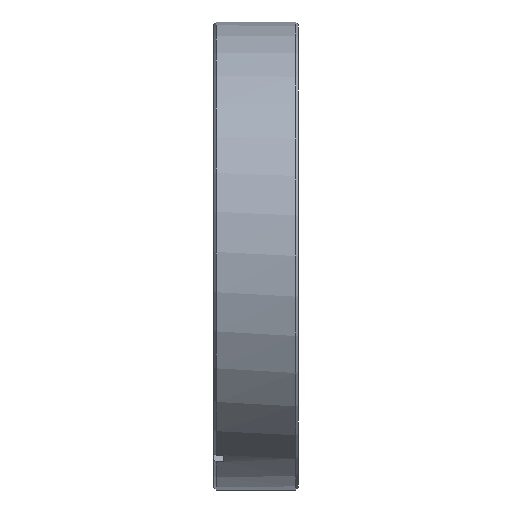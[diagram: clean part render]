
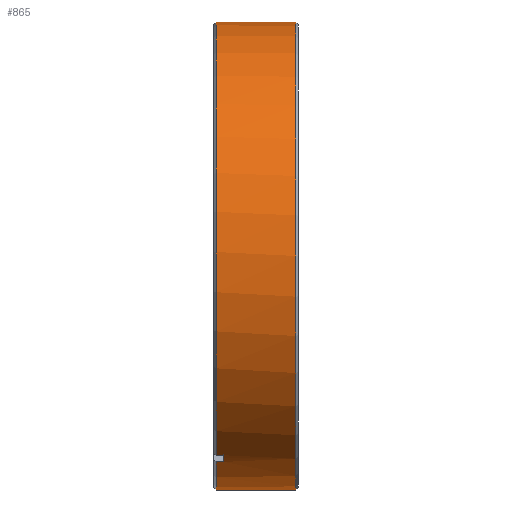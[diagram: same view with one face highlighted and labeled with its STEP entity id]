
A CAD part, left-side view. The second image highlights one B-rep face of the part: STEP entity #865.
In plain terms, the highlighted cylindrical face has radius 35 mm (diameter 70 mm), a partial arc.
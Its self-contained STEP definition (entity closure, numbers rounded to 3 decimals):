
#38 = EDGE_LOOP ( 'NONE', ( #1435, #703, #933, #861, #418, #1874, #397, #484 ) ) ;
#57 = CARTESIAN_POINT ( 'NONE',  ( 0., 31.392, -35. ) ) ;
#91 = CARTESIAN_POINT ( 'NONE',  ( 0., 12.3, 35. ) ) ;
#97 = DIRECTION ( 'NONE',  ( 0., 0., -1. ) ) ;
#125 = CARTESIAN_POINT ( 'NONE',  ( 0., 12.3, 0. ) ) ;
#171 = DIRECTION ( 'NONE',  ( 0., 0., -1. ) ) ;
#197 = VERTEX_POINT ( 'NONE', #1167 ) ;
#212 = EDGE_CURVE ( 'NONE', #824, #931, #1149, .T. ) ;
#305 = VECTOR ( 'NONE', #897, 1000. ) ;
#333 = CARTESIAN_POINT ( 'NONE',  ( -18.359, 31.392, -29.799 ) ) ;
#383 = CIRCLE ( 'NONE', #1544, 35. ) ;
#397 = ORIENTED_EDGE ( 'NONE', *, *, #212, .F. ) ;
#407 = CARTESIAN_POINT ( 'NONE',  ( -18.359, 11.2, -29.799 ) ) ;
#418 = ORIENTED_EDGE ( 'NONE', *, *, #888, .F. ) ;
#452 = CARTESIAN_POINT ( 'NONE',  ( -16.627, 11.2, -30.799 ) ) ;
#484 = ORIENTED_EDGE ( 'NONE', *, *, #939, .T. ) ;
#533 = LINE ( 'NONE', #1838, #1314 ) ;
#548 = AXIS2_PLACEMENT_3D ( 'NONE', #1425, #1267, #171 ) ;
#600 = VERTEX_POINT ( 'NONE', #91 ) ;
#626 = CARTESIAN_POINT ( 'NONE',  ( -16.627, 12.3, -30.799 ) ) ;
#703 = ORIENTED_EDGE ( 'NONE', *, *, #846, .T. ) ;
#738 = LINE ( 'NONE', #333, #1441 ) ;
#753 = CARTESIAN_POINT ( 'NONE',  ( -16.627, 31.392, -30.799 ) ) ;
#785 = LINE ( 'NONE', #57, #1603 ) ;
#813 = CARTESIAN_POINT ( 'NONE',  ( 0., 12.3, -35. ) ) ;
#824 = VERTEX_POINT ( 'NONE', #626 ) ;
#846 = EDGE_CURVE ( 'NONE', #197, #964, #1289, .T. ) ;
#850 = EDGE_CURVE ( 'NONE', #964, #600, #533, .T. ) ;
#861 = ORIENTED_EDGE ( 'NONE', *, *, #1595, .T. ) ;
#865 = ADVANCED_FACE ( 'NONE', ( #1268 ), #1654, .T. ) ;
#874 = EDGE_CURVE ( 'NONE', #197, #886, #785, .T. ) ;
#886 = VERTEX_POINT ( 'NONE', #813 ) ;
#888 = EDGE_CURVE ( 'NONE', #1130, #1013, #738, .T. ) ;
#897 = DIRECTION ( 'NONE',  ( 0., -1., 0. ) ) ;
#931 = VERTEX_POINT ( 'NONE', #452 ) ;
#933 = ORIENTED_EDGE ( 'NONE', *, *, #850, .T. ) ;
#939 = EDGE_CURVE ( 'NONE', #824, #886, #383, .T. ) ;
#948 = AXIS2_PLACEMENT_3D ( 'NONE', #1177, #1332, #2007 ) ;
#964 = VERTEX_POINT ( 'NONE', #1898 ) ;
#994 = DIRECTION ( 'NONE',  ( 0., 0., 1. ) ) ;
#1013 = VERTEX_POINT ( 'NONE', #1705 ) ;
#1033 = DIRECTION ( 'NONE',  ( 0., 1., 0. ) ) ;
#1048 = AXIS2_PLACEMENT_3D ( 'NONE', #1147, #1094, #994 ) ;
#1087 = DIRECTION ( 'NONE',  ( 0., 0., 1. ) ) ;
#1094 = DIRECTION ( 'NONE',  ( 0., 1., 0. ) ) ;
#1130 = VERTEX_POINT ( 'NONE', #407 ) ;
#1147 = CARTESIAN_POINT ( 'NONE',  ( 0., 31.392, 0. ) ) ;
#1149 = LINE ( 'NONE', #753, #305 ) ;
#1167 = CARTESIAN_POINT ( 'NONE',  ( 0., 0.4, -35. ) ) ;
#1177 = CARTESIAN_POINT ( 'NONE',  ( 0., 12.3, 0. ) ) ;
#1267 = DIRECTION ( 'NONE',  ( 0., 1., 0. ) ) ;
#1268 = FACE_OUTER_BOUND ( 'NONE', #38, .T. ) ;
#1283 = DIRECTION ( 'NONE',  ( 0., 1., 0. ) ) ;
#1289 = CIRCLE ( 'NONE', #548, 35. ) ;
#1314 = VECTOR ( 'NONE', #1483, 1000. ) ;
#1332 = DIRECTION ( 'NONE',  ( 0., -1., 0. ) ) ;
#1420 = EDGE_CURVE ( 'NONE', #931, #1130, #2005, .T. ) ;
#1425 = CARTESIAN_POINT ( 'NONE',  ( 0., 0.4, 0. ) ) ;
#1435 = ORIENTED_EDGE ( 'NONE', *, *, #874, .F. ) ;
#1441 = VECTOR ( 'NONE', #1283, 1000. ) ;
#1483 = DIRECTION ( 'NONE',  ( 0., 1., 0. ) ) ;
#1544 = AXIS2_PLACEMENT_3D ( 'NONE', #125, #1711, #1087 ) ;
#1595 = EDGE_CURVE ( 'NONE', #600, #1013, #1841, .T. ) ;
#1603 = VECTOR ( 'NONE', #1968, 1000. ) ;
#1654 = CYLINDRICAL_SURFACE ( 'NONE', #1048, 35. ) ;
#1702 = CARTESIAN_POINT ( 'NONE',  ( 0., 11.2, 0. ) ) ;
#1705 = CARTESIAN_POINT ( 'NONE',  ( -18.359, 12.3, -29.799 ) ) ;
#1711 = DIRECTION ( 'NONE',  ( 0., -1., 0. ) ) ;
#1838 = CARTESIAN_POINT ( 'NONE',  ( 0., 31.392, 35. ) ) ;
#1841 = CIRCLE ( 'NONE', #948, 35. ) ;
#1874 = ORIENTED_EDGE ( 'NONE', *, *, #1420, .F. ) ;
#1898 = CARTESIAN_POINT ( 'NONE',  ( 0., 0.4, 35. ) ) ;
#1920 = AXIS2_PLACEMENT_3D ( 'NONE', #1702, #1033, #97 ) ;
#1968 = DIRECTION ( 'NONE',  ( 0., 1., 0. ) ) ;
#2005 = CIRCLE ( 'NONE', #1920, 35. ) ;
#2007 = DIRECTION ( 'NONE',  ( 0., 0., 1. ) ) ;
